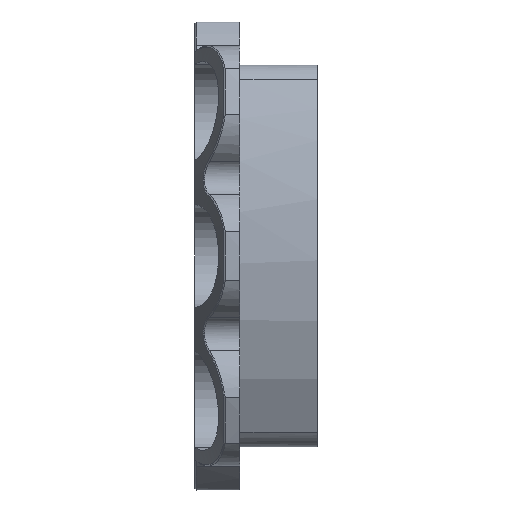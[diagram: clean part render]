
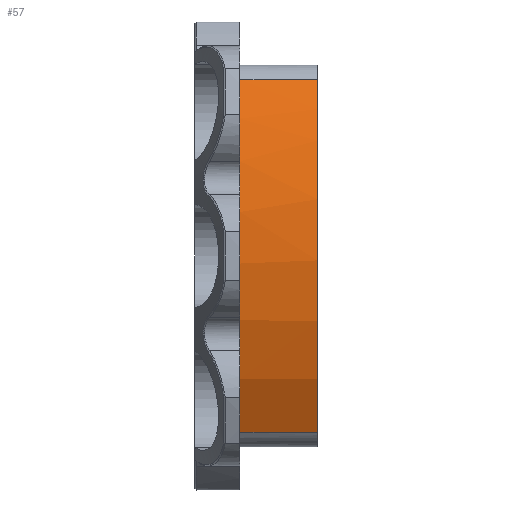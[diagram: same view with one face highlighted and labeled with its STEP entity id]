
A CAD part, front view. The second image highlights one B-rep face of the part: STEP entity #57.
In plain terms, the highlighted cylindrical face has radius 70.155 mm (diameter 140.309 mm), a partial arc.
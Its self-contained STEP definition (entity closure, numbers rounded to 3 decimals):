
#57=ADVANCED_FACE('',(#226),#2521,.T.);
#226=FACE_OUTER_BOUND('',#390,.T.);
#390=EDGE_LOOP('',(#793,#794,#795,#796));
#793=ORIENTED_EDGE('',*,*,#1447,.T.);
#794=ORIENTED_EDGE('',*,*,#1354,.F.);
#795=ORIENTED_EDGE('',*,*,#1446,.F.);
#796=ORIENTED_EDGE('',*,*,#1443,.T.);
#1354=EDGE_CURVE('',#2244,#2243,#1721,.T.);
#1443=EDGE_CURVE('',#2302,#2300,#1765,.T.);
#1446=EDGE_CURVE('',#2302,#2244,#1867,.T.);
#1447=EDGE_CURVE('',#2300,#2243,#1868,.T.);
#1721=(
BOUNDED_CURVE()
B_SPLINE_CURVE(2,(#4765,#4766,#4767,#4768,#4769),.UNSPECIFIED.,.F.,.F.)
B_SPLINE_CURVE_WITH_KNOTS((3,2,3),(400.519,467.251,472.855),
 .UNSPECIFIED.)
CURVE()
GEOMETRIC_REPRESENTATION_ITEM()
RATIONAL_B_SPLINE_CURVE((1.,0.849,0.92,0.959,
1.))
REPRESENTATION_ITEM('')
);
#1765=(
BOUNDED_CURVE()
B_SPLINE_CURVE(2,(#5190,#5191,#5192),.UNSPECIFIED.,.F.,.F.)
B_SPLINE_CURVE_WITH_KNOTS((3,3),(400.519,472.855),
 .UNSPECIFIED.)
CURVE()
GEOMETRIC_REPRESENTATION_ITEM()
RATIONAL_B_SPLINE_CURVE((1.,0.866,1.))
REPRESENTATION_ITEM('')
);
#1867=B_SPLINE_CURVE_WITH_KNOTS('',1,(#5209,#5210),.UNSPECIFIED.,.F.,.F.,
(2,2),(4.998,19.998),.UNSPECIFIED.);
#1868=B_SPLINE_CURVE_WITH_KNOTS('',1,(#5211,#5212),.UNSPECIFIED.,.F.,.F.,
(2,2),(4.998,19.998),.UNSPECIFIED.);
#2243=VERTEX_POINT('',#4286);
#2244=VERTEX_POINT('',#4287);
#2300=VERTEX_POINT('',#4343);
#2302=VERTEX_POINT('',#4345);
#2521=CYLINDRICAL_SURFACE('',#2666,70.155);
#2666=AXIS2_PLACEMENT_3D('',#3319,#2848,$);
#2848=DIRECTION('',(-1.,0.,0.));
#3319=CARTESIAN_POINT('',(87.207,0.,0.));
#4286=CARTESIAN_POINT('',(79.,-60.776,35.042));
#4287=CARTESIAN_POINT('',(79.,-60.776,-35.042));
#4343=CARTESIAN_POINT('',(94.39,-60.776,35.042));
#4345=CARTESIAN_POINT('',(94.39,-60.776,-35.042));
#4765=CARTESIAN_POINT('',(79.,-60.776,-35.042));
#4766=CARTESIAN_POINT('',(79.,-79.195,-3.097));
#4767=CARTESIAN_POINT('',(79.,-63.327,30.189));
#4768=CARTESIAN_POINT('',(79.,-62.146,32.665));
#4769=CARTESIAN_POINT('',(79.,-60.776,35.042));
#5190=CARTESIAN_POINT('',(94.39,-60.776,-35.042));
#5191=CARTESIAN_POINT('',(94.39,-80.98,0.));
#5192=CARTESIAN_POINT('',(94.39,-60.776,35.042));
#5209=CARTESIAN_POINT('',(94.39,-60.776,-35.042));
#5210=CARTESIAN_POINT('',(79.,-60.776,-35.042));
#5211=CARTESIAN_POINT('',(94.39,-60.776,35.042));
#5212=CARTESIAN_POINT('',(79.,-60.776,35.042));
